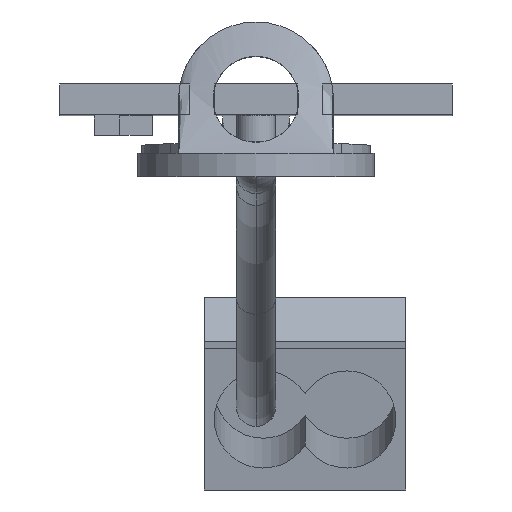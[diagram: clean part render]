
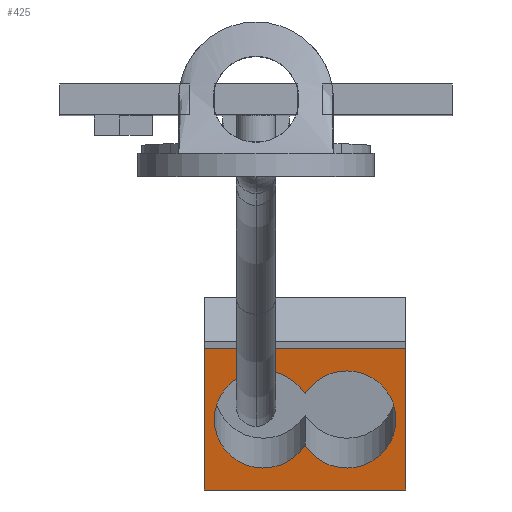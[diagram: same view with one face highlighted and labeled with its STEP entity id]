
A CAD part, top view. The second image highlights one B-rep face of the part: STEP entity #425.
In plain terms, the highlighted face is planar.
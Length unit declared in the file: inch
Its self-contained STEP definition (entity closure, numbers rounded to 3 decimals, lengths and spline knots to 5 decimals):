
#34 = CIRCLE ( 'NONE', #35, 0.1 ) ;
#35 = AXIS2_PLACEMENT_3D ( 'NONE', #2721, #2720, #2717 ) ;
#222 = CIRCLE ( 'NONE', #270, 0.1 ) ;
#262 = VECTOR ( 'NONE', #4010, 39.37008 ) ;
#270 = AXIS2_PLACEMENT_3D ( 'NONE', #3849, #3850, #3928 ) ;
#280 = AXIS2_PLACEMENT_3D ( 'NONE', #4104, #4136, #4092 ) ;
#379 = EDGE_CURVE ( 'NONE', #3367, #3315, #1333, .T. ) ;
#390 = EDGE_CURVE ( 'NONE', #3296, #3536, #3513, .T. ) ;
#409 = EDGE_CURVE ( 'NONE', #3324, #3485, #2069, .T. ) ;
#425 = ADVANCED_FACE ( 'NONE', ( #2088, #2092 ), #4049, .F. ) ;
#440 = EDGE_CURVE ( 'NONE', #3315, #3379, #222, .T. ) ;
#448 = EDGE_CURVE ( 'NONE', #3324, #3296, #2147, .T. ) ;
#476 = EDGE_CURVE ( 'NONE', #3379, #3367, #34, .T. ) ;
#859 = DIRECTION ( 'NONE',  ( -1., 0., 0. ) ) ;
#861 = CARTESIAN_POINT ( 'NONE',  ( 0.205, 0., 0. ) ) ;
#1305 = VECTOR ( 'NONE', #3716, 39.37008 ) ;
#1333 = CIRCLE ( 'NONE', #1339, 0.1 ) ;
#1339 = AXIS2_PLACEMENT_3D ( 'NONE', #3999, #4103, #4113 ) ;
#1375 = VECTOR ( 'NONE', #4070, 39.37008 ) ;
#1400 = EDGE_CURVE ( 'NONE', #3485, #3536, #2233, .T. ) ;
#2069 = LINE ( 'NONE', #4042, #262 ) ;
#2088 = FACE_BOUND ( 'NONE', #3428, .T. ) ;
#2092 = FACE_OUTER_BOUND ( 'NONE', #3287, .T. ) ;
#2147 = LINE ( 'NONE', #4052, #1375 ) ;
#2233 = LINE ( 'NONE', #861, #4984 ) ;
#2717 = DIRECTION ( 'NONE',  ( -1., 0., 0. ) ) ;
#2720 = DIRECTION ( 'NONE',  ( 0., 0., 1. ) ) ;
#2721 = CARTESIAN_POINT ( 'NONE',  ( 0.085, 0.14518, 0. ) ) ;
#2797 = CARTESIAN_POINT ( 'NONE',  ( -0.205, 0., 0. ) ) ;
#2830 = CARTESIAN_POINT ( 'NONE',  ( 0.205, 0., 0. ) ) ;
#2876 = CARTESIAN_POINT ( 'NONE',  ( 0.185, 0.14518, 0. ) ) ;
#2880 = CARTESIAN_POINT ( 'NONE',  ( 0., 0.19786, 0. ) ) ;
#2899 = CARTESIAN_POINT ( 'NONE',  ( 0.205, 0.29036, 0. ) ) ;
#2903 = CARTESIAN_POINT ( 'NONE',  ( 0., 0.0925, 0. ) ) ;
#2913 = CARTESIAN_POINT ( 'NONE',  ( -0.205, 0.29036, 0. ) ) ;
#3287 = EDGE_LOOP ( 'NONE', ( #4368, #4339, #4572, #4489 ) ) ;
#3296 = VERTEX_POINT ( 'NONE', #2913 ) ;
#3315 = VERTEX_POINT ( 'NONE', #2903 ) ;
#3324 = VERTEX_POINT ( 'NONE', #2899 ) ;
#3367 = VERTEX_POINT ( 'NONE', #2880 ) ;
#3379 = VERTEX_POINT ( 'NONE', #2876 ) ;
#3428 = EDGE_LOOP ( 'NONE', ( #4679, #4391, #4555 ) ) ;
#3485 = VERTEX_POINT ( 'NONE', #2830 ) ;
#3513 = LINE ( 'NONE', #3715, #1305 ) ;
#3536 = VERTEX_POINT ( 'NONE', #2797 ) ;
#3715 = CARTESIAN_POINT ( 'NONE',  ( -0.205, 0., 0. ) ) ;
#3716 = DIRECTION ( 'NONE',  ( 0., -1., 0. ) ) ;
#3849 = CARTESIAN_POINT ( 'NONE',  ( 0.085, 0.14518, 0. ) ) ;
#3850 = DIRECTION ( 'NONE',  ( 0., 0., 1. ) ) ;
#3928 = DIRECTION ( 'NONE',  ( -1., 0., 0. ) ) ;
#3999 = CARTESIAN_POINT ( 'NONE',  ( -0.085, 0.14518, 0. ) ) ;
#4010 = DIRECTION ( 'NONE',  ( 0., -1., 0. ) ) ;
#4042 = CARTESIAN_POINT ( 'NONE',  ( 0.205, 0., 0. ) ) ;
#4049 = PLANE ( 'NONE',  #280 ) ;
#4052 = CARTESIAN_POINT ( 'NONE',  ( 0.205, 0.29036, 0. ) ) ;
#4070 = DIRECTION ( 'NONE',  ( -1., 0., 0. ) ) ;
#4092 = DIRECTION ( 'NONE',  ( -1., 0., 0. ) ) ;
#4103 = DIRECTION ( 'NONE',  ( 0., 0., 1. ) ) ;
#4104 = CARTESIAN_POINT ( 'NONE',  ( 0.205, 0., 0. ) ) ;
#4113 = DIRECTION ( 'NONE',  ( 1., 0., 0. ) ) ;
#4136 = DIRECTION ( 'NONE',  ( 0., 0., -1. ) ) ;
#4339 = ORIENTED_EDGE ( 'NONE', *, *, #1400, .F. ) ;
#4368 = ORIENTED_EDGE ( 'NONE', *, *, #390, .T. ) ;
#4391 = ORIENTED_EDGE ( 'NONE', *, *, #476, .F. ) ;
#4489 = ORIENTED_EDGE ( 'NONE', *, *, #448, .T. ) ;
#4555 = ORIENTED_EDGE ( 'NONE', *, *, #440, .F. ) ;
#4572 = ORIENTED_EDGE ( 'NONE', *, *, #409, .F. ) ;
#4679 = ORIENTED_EDGE ( 'NONE', *, *, #379, .F. ) ;
#4984 = VECTOR ( 'NONE', #859, 39.37008 ) ;
